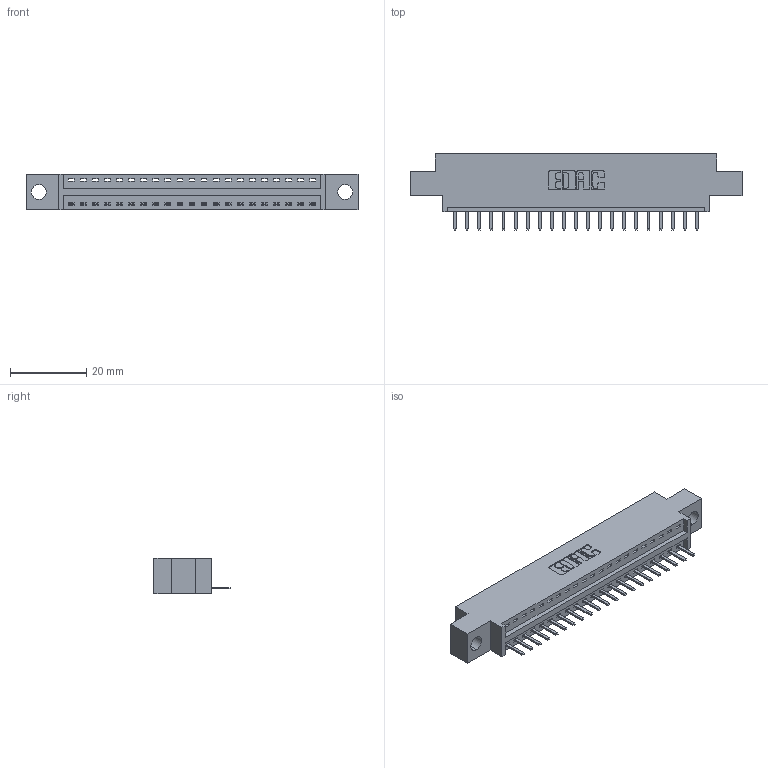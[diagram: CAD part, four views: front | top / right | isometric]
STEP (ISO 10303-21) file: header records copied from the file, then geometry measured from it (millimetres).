
FILE_DESCRIPTION (( 'STEP AP203' ), '1' );
FILE_NAME ('346-021-520-604.STEP', '2022-05-05T17:38:10', ( '' ), ( '' ), 'SwSTEP 2.0', 'SolidWorks 2020', '' );
FILE_SCHEMA (( 'CONFIG_CONTROL_DESIGN' ));
Length unit declared in the file: inch
Products named in the file (3): 346-021-520-604; 346 Part_0.170 Offset - 0.156 Dia-TH; 345-292-001_345-293-120
Assembly tree (22 placements, depth 2):
  346-021-520-604
    346 Part_0.170 Offset - 0.156 Dia-TH
    345-292-001_345-293-120  x21
Bounding box: 87.25 x 20.02 x 9.4 mm (x, y, z)
Volume: 7886 mm3; surface area: 9425.8 mm2
Topology: 22 solids, 22 shells, 1442 faces, 4241 edges, 2770 vertices
Faces by surface type: plane 976, cylinder 466
Entity records: 16525 total; most frequent: CARTESIAN_POINT 2861, ORIENTED_EDGE 2802, DIRECTION 2535, EDGE_CURVE 1401, VECTOR 1181, LINE 1181, VERTEX_POINT 930, AXIS2_PLACEMENT_3D 677
